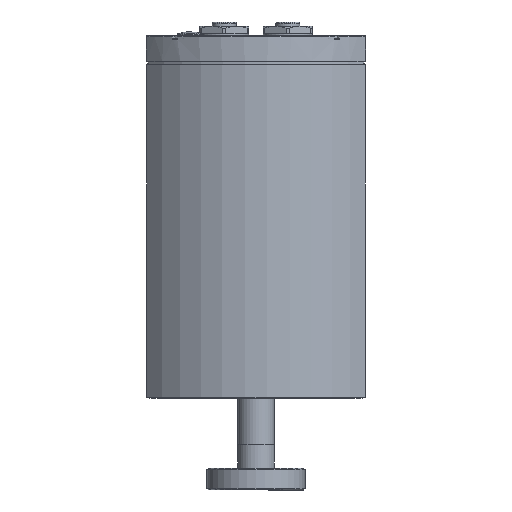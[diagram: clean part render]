
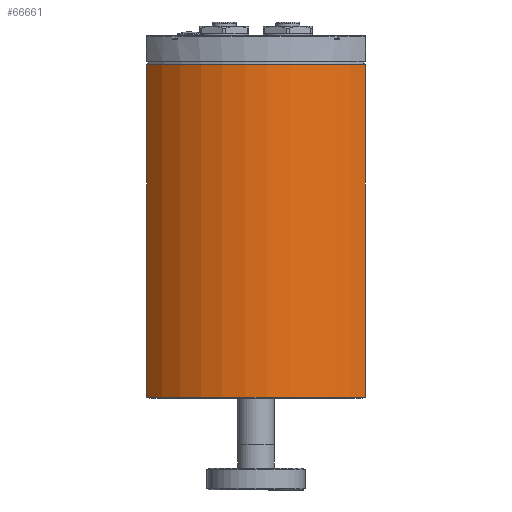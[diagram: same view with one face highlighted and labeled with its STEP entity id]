
A CAD part, left-side view. The second image highlights one B-rep face of the part: STEP entity #66661.
In plain terms, the highlighted cylindrical face has radius 48.5 mm (diameter 97 mm), a partial arc.
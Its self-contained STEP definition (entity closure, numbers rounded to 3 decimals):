
#3860=CIRCLE('',#71196,48.5);
#3871=CIRCLE('',#71215,48.5);
#7493=CYLINDRICAL_SURFACE('',#71214,48.5);
#9211=FACE_OUTER_BOUND('',#13010,.T.);
#13010=EDGE_LOOP('',(#45337,#45338,#45339,#45340));
#17236=LINE('',#104458,#21955);
#17237=LINE('',#104462,#21956);
#21955=VECTOR('',#80681,10.);
#21956=VECTOR('',#80686,10.);
#27727=VERTEX_POINT('',#104412);
#27728=VERTEX_POINT('',#104414);
#27742=VERTEX_POINT('',#104456);
#27743=VERTEX_POINT('',#104460);
#34373=EDGE_CURVE('',#27727,#27728,#3860,.T.);
#34395=EDGE_CURVE('',#27742,#27728,#17236,.T.);
#34396=EDGE_CURVE('',#27742,#27743,#3871,.T.);
#34397=EDGE_CURVE('',#27743,#27727,#17237,.T.);
#45337=ORIENTED_EDGE('',*,*,#34396,.F.);
#45338=ORIENTED_EDGE('',*,*,#34395,.T.);
#45339=ORIENTED_EDGE('',*,*,#34373,.F.);
#45340=ORIENTED_EDGE('',*,*,#34397,.F.);
#66661=ADVANCED_FACE('',(#9211),#7493,.T.);
#71196=AXIS2_PLACEMENT_3D('',#104415,#80634,#80635);
#71214=AXIS2_PLACEMENT_3D('',#104459,#80682,#80683);
#71215=AXIS2_PLACEMENT_3D('',#104461,#80684,#80685);
#80634=DIRECTION('center_axis',(0.,0.,
1.));
#80635=DIRECTION('ref_axis',(-0.626,-0.78,0.));
#80681=DIRECTION('',(0.,0.,1.));
#80682=DIRECTION('center_axis',(0.,0.,
1.));
#80683=DIRECTION('ref_axis',(-0.626,-0.78,0.));
#80684=DIRECTION('center_axis',(0.,0.,
-1.));
#80685=DIRECTION('ref_axis',(-0.626,-0.78,0.));
#80686=DIRECTION('',(0.,0.,1.));
#104412=CARTESIAN_POINT('',(-19.849,37.831,124.6));
#104414=CARTESIAN_POINT('',(-19.849,-37.831,124.6));
#104415=CARTESIAN_POINT('Origin',(10.5,0.,
124.6));
#104456=CARTESIAN_POINT('',(-19.849,-37.831,9.6));
#104458=CARTESIAN_POINT('',(-19.849,-37.831,9.6));
#104459=CARTESIAN_POINT('Origin',(10.5,0.,9.6));
#104460=CARTESIAN_POINT('',(-19.849,37.831,9.6));
#104461=CARTESIAN_POINT('Origin',(10.5,0.,9.6));
#104462=CARTESIAN_POINT('',(-19.849,37.831,9.6));
